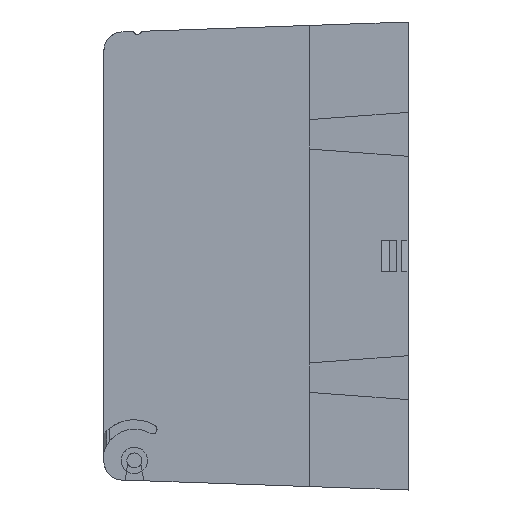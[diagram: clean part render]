
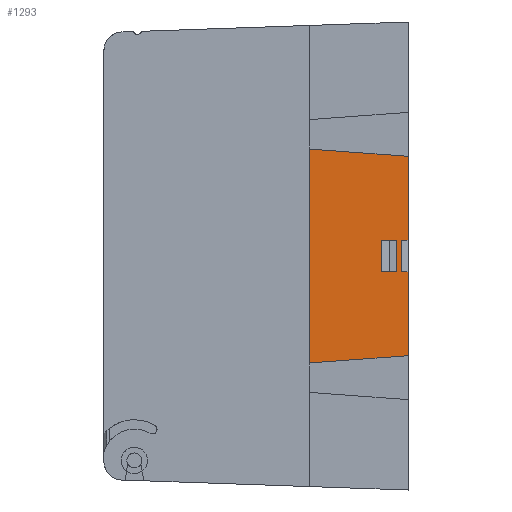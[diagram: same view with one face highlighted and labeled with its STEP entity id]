
A CAD part, left-side view. The second image highlights one B-rep face of the part: STEP entity #1293.
In plain terms, the highlighted planar face has unit normal (-1, 0, 0).
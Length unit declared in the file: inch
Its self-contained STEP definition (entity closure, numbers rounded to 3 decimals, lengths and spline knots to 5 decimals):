
#452 = CARTESIAN_POINT ( 'NONE',  ( -0.8575, 0.2816, -0.17 ) ) ;
#1293 = ADVANCED_FACE ( 'NONE', ( #36849, #37263 ), #16431, .T. ) ;
#1361 = VERTEX_POINT ( 'NONE', #22674 ) ;
#1432 = CARTESIAN_POINT ( 'NONE',  ( -0.8575, 1.05, -1.14282 ) ) ;
#2073 = VERTEX_POINT ( 'NONE', #39085 ) ;
#2411 = EDGE_CURVE ( 'NONE', #14841, #18528, #10901, .T. ) ;
#2565 = CARTESIAN_POINT ( 'NONE',  ( -0.8575, 0., 1.065 ) ) ;
#2606 = VECTOR ( 'NONE', #14794, 39.37008 ) ;
#3669 = EDGE_CURVE ( 'NONE', #18157, #30887, #29528, .T. ) ;
#4305 = DIRECTION ( 'NONE',  ( 0., 0., 1. ) ) ;
#5031 = VECTOR ( 'NONE', #23782, 39.37008 ) ;
#5038 = LINE ( 'NONE', #14663, #2606 ) ;
#5065 = ORIENTED_EDGE ( 'NONE', *, *, #29035, .T. ) ;
#5398 = VECTOR ( 'NONE', #37500, 39.37008 ) ;
#6248 = VECTOR ( 'NONE', #38901, 39.37008 ) ;
#6368 = VECTOR ( 'NONE', #9830, 39.37008 ) ;
#7524 = CARTESIAN_POINT ( 'NONE',  ( -0.8575, 0.2816, -2.21333 ) ) ;
#8125 = ORIENTED_EDGE ( 'NONE', *, *, #24580, .T. ) ;
#8640 = EDGE_CURVE ( 'NONE', #18528, #28420, #35402, .T. ) ;
#8845 = LINE ( 'NONE', #28504, #9851 ) ;
#9203 = VERTEX_POINT ( 'NONE', #38213 ) ;
#9830 = DIRECTION ( 'NONE',  ( 0., 0.997, 0.074 ) ) ;
#9851 = VECTOR ( 'NONE', #22385, 39.37008 ) ;
#10901 = LINE ( 'NONE', #18631, #6368 ) ;
#11775 = CARTESIAN_POINT ( 'NONE',  ( -0.8575, 0., -1.065 ) ) ;
#14663 = CARTESIAN_POINT ( 'NONE',  ( -0.8575, 1.05, 0.17 ) ) ;
#14794 = DIRECTION ( 'NONE',  ( 0., -1., 0. ) ) ;
#14841 = VERTEX_POINT ( 'NONE', #2565 ) ;
#15463 = EDGE_LOOP ( 'NONE', ( #5065, #25521, #34323, #35423, #17568, #20896, #22762, #33058 ) ) ;
#15987 = LINE ( 'NONE', #26835, #5031 ) ;
#16026 = CARTESIAN_POINT ( 'NONE',  ( -0.8575, 0.12, -0.17 ) ) ;
#16431 = PLANE ( 'NONE',  #18511 ) ;
#17132 = VERTEX_POINT ( 'NONE', #27719 ) ;
#17210 = VERTEX_POINT ( 'NONE', #29736 ) ;
#17568 = ORIENTED_EDGE ( 'NONE', *, *, #2411, .T. ) ;
#18157 = VERTEX_POINT ( 'NONE', #16026 ) ;
#18381 = VECTOR ( 'NONE', #22339, 39.37008 ) ;
#18489 = EDGE_LOOP ( 'NONE', ( #26316, #38361, #8125, #36658 ) ) ;
#18511 = AXIS2_PLACEMENT_3D ( 'NONE', #19339, #22538, #4305 ) ;
#18528 = VERTEX_POINT ( 'NONE', #20490 ) ;
#18631 = CARTESIAN_POINT ( 'NONE',  ( -0.8575, 0., 1.065 ) ) ;
#18654 = CARTESIAN_POINT ( 'NONE',  ( -0.8575, 0., -2.21333 ) ) ;
#19276 = DIRECTION ( 'NONE',  ( 0., -0.997, 0.074 ) ) ;
#19339 = CARTESIAN_POINT ( 'NONE',  ( -0.8575, 1.05, -2.21333 ) ) ;
#20243 = CARTESIAN_POINT ( 'NONE',  ( -0.8575, 0.07, 0.17 ) ) ;
#20460 = VERTEX_POINT ( 'NONE', #20243 ) ;
#20490 = CARTESIAN_POINT ( 'NONE',  ( -0.8575, 1.05, 1.14282 ) ) ;
#20684 = VECTOR ( 'NONE', #37091, 39.37008 ) ;
#20827 = LINE ( 'NONE', #33998, #20684 ) ;
#20887 = LINE ( 'NONE', #18654, #36632 ) ;
#20896 = ORIENTED_EDGE ( 'NONE', *, *, #8640, .T. ) ;
#21722 = DIRECTION ( 'NONE',  ( 0., 0., 1. ) ) ;
#22178 = LINE ( 'NONE', #25256, #18381 ) ;
#22339 = DIRECTION ( 'NONE',  ( 0., 0., 1. ) ) ;
#22356 = VECTOR ( 'NONE', #19276, 39.37008 ) ;
#22385 = DIRECTION ( 'NONE',  ( 0., -1., 0. ) ) ;
#22538 = DIRECTION ( 'NONE',  ( -1., 0., 0. ) ) ;
#22674 = CARTESIAN_POINT ( 'NONE',  ( -0.8575, 0., 0.17 ) ) ;
#22762 = ORIENTED_EDGE ( 'NONE', *, *, #23674, .T. ) ;
#23674 = EDGE_CURVE ( 'NONE', #28420, #38641, #34675, .T. ) ;
#23677 = EDGE_CURVE ( 'NONE', #38641, #2073, #22178, .T. ) ;
#23782 = DIRECTION ( 'NONE',  ( 0., 0., -1. ) ) ;
#23912 = EDGE_CURVE ( 'NONE', #9203, #18157, #15987, .T. ) ;
#24580 = EDGE_CURVE ( 'NONE', #17210, #9203, #8845, .T. ) ;
#25256 = CARTESIAN_POINT ( 'NONE',  ( -0.8575, 0., -2.21333 ) ) ;
#25521 = ORIENTED_EDGE ( 'NONE', *, *, #38946, .T. ) ;
#26316 = ORIENTED_EDGE ( 'NONE', *, *, #3669, .T. ) ;
#26835 = CARTESIAN_POINT ( 'NONE',  ( -0.8575, 0.12, -2.21333 ) ) ;
#27719 = CARTESIAN_POINT ( 'NONE',  ( -0.8575, 0.07, -0.17 ) ) ;
#27873 = CARTESIAN_POINT ( 'NONE',  ( -0.8575, 0.07, -2.21333 ) ) ;
#27903 = EDGE_CURVE ( 'NONE', #1361, #14841, #20887, .T. ) ;
#28420 = VERTEX_POINT ( 'NONE', #1432 ) ;
#28448 = EDGE_CURVE ( 'NONE', #30887, #17210, #34252, .T. ) ;
#28504 = CARTESIAN_POINT ( 'NONE',  ( -0.8575, 1.05, 0.17 ) ) ;
#29035 = EDGE_CURVE ( 'NONE', #2073, #17132, #20827, .T. ) ;
#29528 = LINE ( 'NONE', #29663, #6248 ) ;
#29663 = CARTESIAN_POINT ( 'NONE',  ( -0.8575, 1.05, -0.17 ) ) ;
#29736 = CARTESIAN_POINT ( 'NONE',  ( -0.8575, 0.2816, 0.17 ) ) ;
#30887 = VERTEX_POINT ( 'NONE', #452 ) ;
#32955 = LINE ( 'NONE', #27873, #37852 ) ;
#33058 = ORIENTED_EDGE ( 'NONE', *, *, #23677, .T. ) ;
#33998 = CARTESIAN_POINT ( 'NONE',  ( -0.8575, 1.05, -0.17 ) ) ;
#34252 = LINE ( 'NONE', #7524, #34328 ) ;
#34279 = EDGE_CURVE ( 'NONE', #20460, #1361, #5038, .T. ) ;
#34323 = ORIENTED_EDGE ( 'NONE', *, *, #34279, .T. ) ;
#34328 = VECTOR ( 'NONE', #35097, 39.37008 ) ;
#34401 = CARTESIAN_POINT ( 'NONE',  ( -0.8575, 1.05, -4.87979 ) ) ;
#34675 = LINE ( 'NONE', #37564, #22356 ) ;
#35097 = DIRECTION ( 'NONE',  ( 0., 0., 1. ) ) ;
#35402 = LINE ( 'NONE', #34401, #5398 ) ;
#35423 = ORIENTED_EDGE ( 'NONE', *, *, #27903, .T. ) ;
#36632 = VECTOR ( 'NONE', #21722, 39.37008 ) ;
#36658 = ORIENTED_EDGE ( 'NONE', *, *, #23912, .T. ) ;
#36849 = FACE_BOUND ( 'NONE', #18489, .T. ) ;
#36851 = DIRECTION ( 'NONE',  ( 0., 0., 1. ) ) ;
#37091 = DIRECTION ( 'NONE',  ( 0., 1., 0. ) ) ;
#37263 = FACE_OUTER_BOUND ( 'NONE', #15463, .T. ) ;
#37500 = DIRECTION ( 'NONE',  ( 0., 0., -1. ) ) ;
#37564 = CARTESIAN_POINT ( 'NONE',  ( -0.8575, 1.05, -1.14282 ) ) ;
#37852 = VECTOR ( 'NONE', #36851, 39.37008 ) ;
#38213 = CARTESIAN_POINT ( 'NONE',  ( -0.8575, 0.12, 0.17 ) ) ;
#38361 = ORIENTED_EDGE ( 'NONE', *, *, #28448, .T. ) ;
#38641 = VERTEX_POINT ( 'NONE', #11775 ) ;
#38901 = DIRECTION ( 'NONE',  ( 0., 1., 0. ) ) ;
#38946 = EDGE_CURVE ( 'NONE', #17132, #20460, #32955, .T. ) ;
#39085 = CARTESIAN_POINT ( 'NONE',  ( -0.8575, 0., -0.17 ) ) ;
